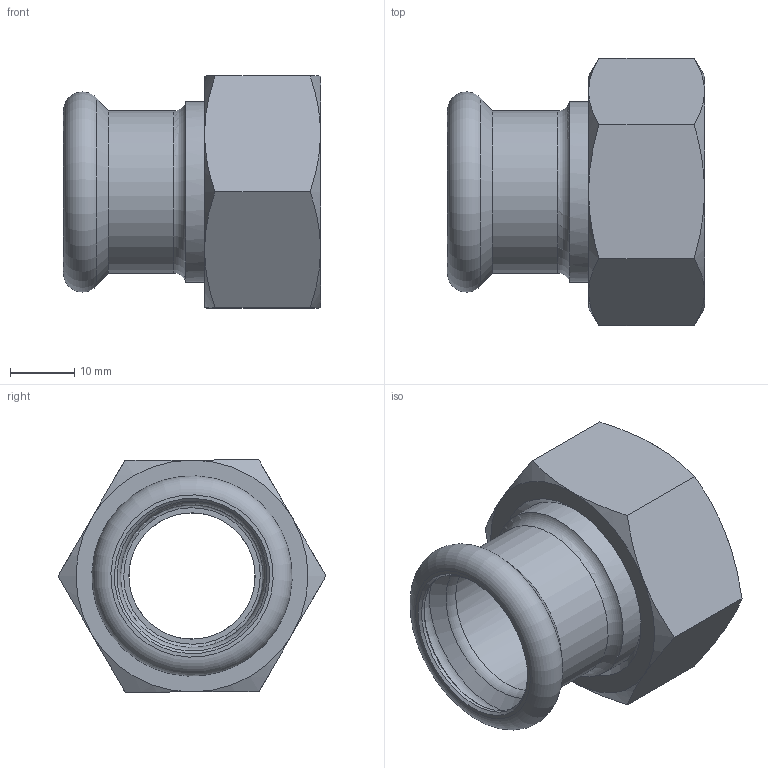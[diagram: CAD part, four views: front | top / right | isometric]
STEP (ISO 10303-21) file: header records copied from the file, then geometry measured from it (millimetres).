
FILE_DESCRIPTION(/* description */ (''),/* implementation_level */ '2;1');
FILE_NAME(/* name */ '45041.stp',/* time_stamp */ '2023-09-08T11:36:08+02:00',/* author */ ('JANAN'),/* organization */ (''),/* preprocessor_version */ 'ST-DEVELOPER v19.2',/* originating_system */ 'Autodesk Inventor 2023',/* authorisation */ '');
FILE_SCHEMA (('AUTOMOTIVE_DESIGN { 1 0 10303 214 3 1 1 }'));
Length unit declared in the file: millimetre
Products named in the file (1): tmp1852.tmp
Bounding box: 39.9 x 41.57 x 36.02 mm (x, y, z)
Volume: 13936.4 mm3; surface area: 12059.9 mm2
Topology: 4 solids, 4 shells, 51 faces, 110 edges, 67 vertices
Faces by surface type: cone 20, plane 14, cylinder 10, torus 7
Full cylindrical faces by diameter (mm): 19.6 x2, 22.2 x1, 23.3 x1, 25.2 x1, 28 x2, 28.1 x1, 30 x1, 30.5 x1
Entity records: 1509 total; most frequent: CARTESIAN_POINT 301, DIRECTION 247, ORIENTED_EDGE 220, EDGE_CURVE 110, AXIS2_PLACEMENT_3D 109, VERTEX_POINT 67, EDGE_LOOP 59, CIRCLE 57
